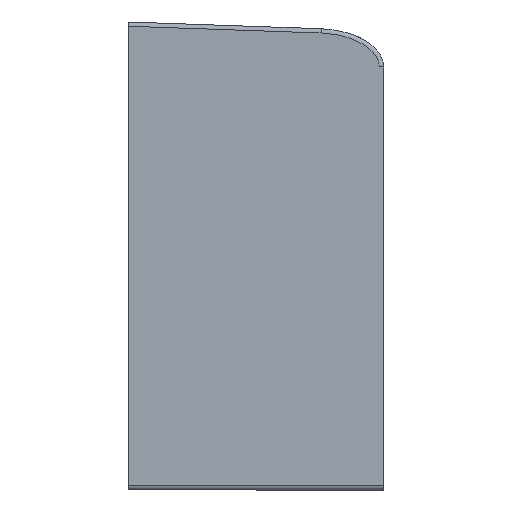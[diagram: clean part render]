
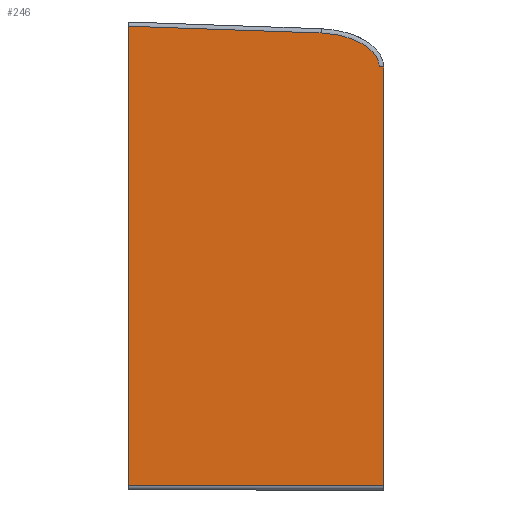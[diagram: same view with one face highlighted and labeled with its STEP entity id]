
A CAD part, left-side view. The second image highlights one B-rep face of the part: STEP entity #246.
In plain terms, the highlighted planar face has unit normal (-1, 0, 0).
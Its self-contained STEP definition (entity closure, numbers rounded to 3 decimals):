
#246 = ADVANCED_FACE ( 'NONE', ( #295 ), #6921, .T. ) ;
#295 = FACE_OUTER_BOUND ( 'NONE', #6858, .T. ) ;
#457 = LINE ( 'NONE', #13705, #6008 ) ;
#537 = CARTESIAN_POINT ( 'NONE',  ( -200., -117.099, 92.687 ) ) ;
#676 = CARTESIAN_POINT ( 'NONE',  ( -200., -105.858, 101.751 ) ) ;
#886 = DIRECTION ( 'NONE',  ( 0., -0.999, -0.035 ) ) ;
#1123 = CARTESIAN_POINT ( 'NONE',  ( -200., -130., 88.846 ) ) ;
#1422 = ORIENTED_EDGE ( 'NONE', *, *, #2458, .F. ) ;
#1485 = LINE ( 'NONE', #5866, #4980 ) ;
#1614 = CARTESIAN_POINT ( 'NONE',  ( -200., -115.33, 95.404 ) ) ;
#1687 = CARTESIAN_POINT ( 'NONE',  ( -200., -114.85, 95.94 ) ) ;
#1803 = CARTESIAN_POINT ( 'NONE',  ( -200., -150., -108. ) ) ;
#1894 = VECTOR ( 'NONE', #12359, 1000. ) ;
#2080 = CARTESIAN_POINT ( 'NONE',  ( -200., -90.558, 104.836 ) ) ;
#2313 = B_SPLINE_CURVE_WITH_KNOTS ( 'NONE', 3,
 ( #8302, #2761, #6289, #13710, #6139, #4130, #10541, #7293, #4997, #676, #2981, #12563, #12708, #10694, #11552, #5997, #10470, #1687, #1614, #3980, #2836, #9603, #10401, #537, #4925, #9314, #7224, #3836, #8230, #6069 ),
 .UNSPECIFIED., .F., .F.,
 ( 4, 2, 2, 2, 2, 2, 2, 2, 2, 2, 2, 2, 2, 2, 4 ),
 ( 0., 0.004, 0.009, 0.013, 0.015, 0.017, 0.021, 0.023, 0.026, 0.028, 0.029, 0.03, 0.031, 0.032, 0.034 ),
 .UNSPECIFIED. ) ;
#2458 = EDGE_CURVE ( 'NONE', #12710, #12391, #11667, .T. ) ;
#2761 = CARTESIAN_POINT ( 'NONE',  ( -200., -91.996, 104.786 ) ) ;
#2791 = AXIS2_PLACEMENT_3D ( 'NONE', #7997, #11524, #12401 ) ;
#2836 = CARTESIAN_POINT ( 'NONE',  ( -200., -116.199, 94.244 ) ) ;
#2981 = CARTESIAN_POINT ( 'NONE',  ( -200., -106.526, 101.474 ) ) ;
#3269 = ORIENTED_EDGE ( 'NONE', *, *, #6123, .F. ) ;
#3705 = CARTESIAN_POINT ( 'NONE',  ( -200., 0., -108. ) ) ;
#3710 = DIRECTION ( 'NONE',  ( 0., 0., -1. ) ) ;
#3836 = CARTESIAN_POINT ( 'NONE',  ( -200., -117.902, 90.289 ) ) ;
#3920 = CARTESIAN_POINT ( 'NONE',  ( -200., -118., 88.846 ) ) ;
#3980 = CARTESIAN_POINT ( 'NONE',  ( -200., -115.989, 94.541 ) ) ;
#4105 = VERTEX_POINT ( 'NONE', #3920 ) ;
#4130 = CARTESIAN_POINT ( 'NONE',  ( -200., -100.424, 103.511 ) ) ;
#4505 = LINE ( 'NONE', #12424, #1894 ) ;
#4842 = VECTOR ( 'NONE', #7670, 1000. ) ;
#4925 = CARTESIAN_POINT ( 'NONE',  ( -200., -117.248, 92.359 ) ) ;
#4980 = VECTOR ( 'NONE', #3710, 1000. ) ;
#4997 = CARTESIAN_POINT ( 'NONE',  ( -200., -104.514, 102.264 ) ) ;
#5866 = CARTESIAN_POINT ( 'NONE',  ( -200., 0., 110. ) ) ;
#5997 = CARTESIAN_POINT ( 'NONE',  ( -200., -113.288, 97.422 ) ) ;
#6008 = VECTOR ( 'NONE', #886, 1000. ) ;
#6069 = CARTESIAN_POINT ( 'NONE',  ( -200., -118., 88.846 ) ) ;
#6123 = EDGE_CURVE ( 'NONE', #8723, #4105, #2313, .T. ) ;
#6139 = CARTESIAN_POINT ( 'NONE',  ( -200., -97.648, 104.102 ) ) ;
#6289 = CARTESIAN_POINT ( 'NONE',  ( -200., -93.421, 104.676 ) ) ;
#6490 = ORIENTED_EDGE ( 'NONE', *, *, #7283, .F. ) ;
#6703 = VECTOR ( 'NONE', #11969, 1000. ) ;
#6858 = EDGE_LOOP ( 'NONE', ( #6490, #11727, #3269, #10972, #13139, #1422 ) ) ;
#6921 = PLANE ( 'NONE',  #2791 ) ;
#7224 = CARTESIAN_POINT ( 'NONE',  ( -200., -117.627, 91.338 ) ) ;
#7283 = EDGE_CURVE ( 'NONE', #7513, #12710, #4505, .T. ) ;
#7293 = CARTESIAN_POINT ( 'NONE',  ( -200., -103.838, 102.5 ) ) ;
#7513 = VERTEX_POINT ( 'NONE', #8504 ) ;
#7657 = EDGE_CURVE ( 'NONE', #9652, #8723, #457, .T. ) ;
#7670 = DIRECTION ( 'NONE',  ( 0., 1., 0. ) ) ;
#7997 = CARTESIAN_POINT ( 'NONE',  ( -200., -150., 110. ) ) ;
#8230 = CARTESIAN_POINT ( 'NONE',  ( -200., -118., 89.576 ) ) ;
#8302 = CARTESIAN_POINT ( 'NONE',  ( -200., -90.558, 104.836 ) ) ;
#8504 = CARTESIAN_POINT ( 'NONE',  ( -200., -120., 88.846 ) ) ;
#8723 = VERTEX_POINT ( 'NONE', #2080 ) ;
#9314 = CARTESIAN_POINT ( 'NONE',  ( -200., -117.512, 91.686 ) ) ;
#9603 = CARTESIAN_POINT ( 'NONE',  ( -200., -116.588, 93.636 ) ) ;
#9652 = VERTEX_POINT ( 'NONE', #10455 ) ;
#10108 = CARTESIAN_POINT ( 'NONE',  ( -200., -120., -108. ) ) ;
#10377 = EDGE_CURVE ( 'NONE', #7513, #4105, #13087, .T. ) ;
#10401 = CARTESIAN_POINT ( 'NONE',  ( -200., -116.769, 93.325 ) ) ;
#10455 = CARTESIAN_POINT ( 'NONE',  ( -200., 0., 107.999 ) ) ;
#10470 = CARTESIAN_POINT ( 'NONE',  ( -200., -113.829, 96.949 ) ) ;
#10541 = CARTESIAN_POINT ( 'NONE',  ( -200., -101.799, 103.151 ) ) ;
#10694 = CARTESIAN_POINT ( 'NONE',  ( -200., -111.563, 98.735 ) ) ;
#10972 = ORIENTED_EDGE ( 'NONE', *, *, #7657, .F. ) ;
#11524 = DIRECTION ( 'NONE',  ( -1., 0., 0. ) ) ;
#11552 = CARTESIAN_POINT ( 'NONE',  ( -200., -112.152, 98.317 ) ) ;
#11667 = LINE ( 'NONE', #1803, #6703 ) ;
#11727 = ORIENTED_EDGE ( 'NONE', *, *, #10377, .T. ) ;
#11969 = DIRECTION ( 'NONE',  ( 0., 1., 0. ) ) ;
#12359 = DIRECTION ( 'NONE',  ( 0., 0., -1. ) ) ;
#12391 = VERTEX_POINT ( 'NONE', #3705 ) ;
#12401 = DIRECTION ( 'NONE',  ( 0., 0., -1. ) ) ;
#12424 = CARTESIAN_POINT ( 'NONE',  ( -200., -120., 110. ) ) ;
#12563 = CARTESIAN_POINT ( 'NONE',  ( -200., -108.49, 100.581 ) ) ;
#12708 = CARTESIAN_POINT ( 'NONE',  ( -200., -109.754, 99.906 ) ) ;
#12710 = VERTEX_POINT ( 'NONE', #10108 ) ;
#13087 = LINE ( 'NONE', #1123, #4842 ) ;
#13139 = ORIENTED_EDGE ( 'NONE', *, *, #14163, .T. ) ;
#13705 = CARTESIAN_POINT ( 'NONE',  ( -200., -149.748, 102.769 ) ) ;
#13710 = CARTESIAN_POINT ( 'NONE',  ( -200., -96.248, 104.334 ) ) ;
#14163 = EDGE_CURVE ( 'NONE', #9652, #12391, #1485, .T. ) ;
